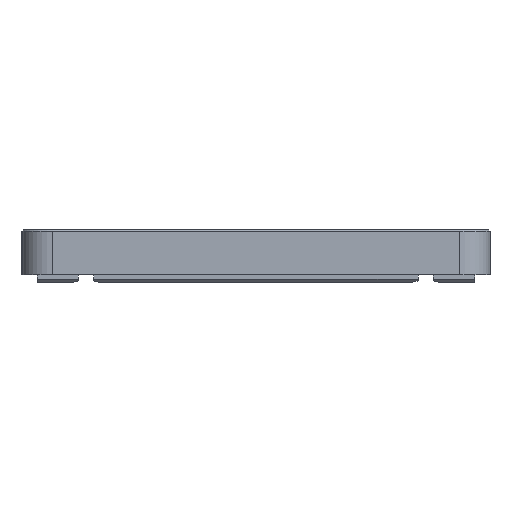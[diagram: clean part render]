
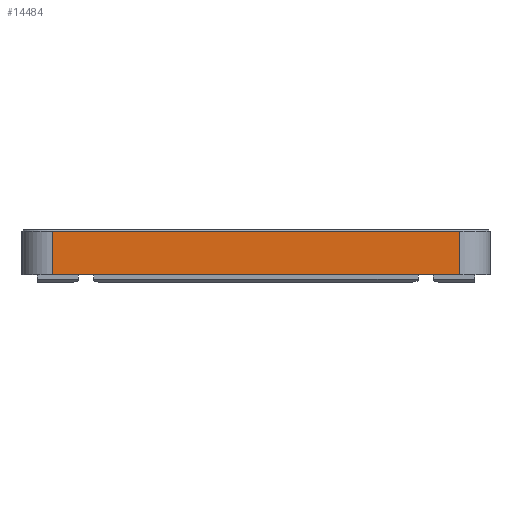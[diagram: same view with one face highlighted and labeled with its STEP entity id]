
A CAD part, left-side view. The second image highlights one B-rep face of the part: STEP entity #14484.
In plain terms, the highlighted planar face has unit normal (-1, 0, 0).
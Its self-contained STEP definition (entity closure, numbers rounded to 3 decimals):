
#952=FACE_OUTER_BOUND('',#1930,.T.);
#1930=EDGE_LOOP('',(#10094,#10095,#10096,#10097));
#3092=LINE('',#22670,#4748);
#3131=LINE('',#22753,#4787);
#3132=LINE('',#22756,#4788);
#3133=LINE('',#22757,#4789);
#4748=VECTOR('',#17234,10.);
#4787=VECTOR('',#17311,10.);
#4788=VECTOR('',#17314,10.);
#4789=VECTOR('',#17315,10.);
#6536=VERTEX_POINT('',#22664);
#6537=VERTEX_POINT('',#22668);
#6562=VERTEX_POINT('',#22751);
#6563=VERTEX_POINT('',#22755);
#7826=EDGE_CURVE('',#6536,#6537,#3092,.T.);
#7869=EDGE_CURVE('',#6562,#6536,#3131,.T.);
#7870=EDGE_CURVE('',#6563,#6562,#3132,.T.);
#7871=EDGE_CURVE('',#6537,#6563,#3133,.T.);
#10094=ORIENTED_EDGE('',*,*,#7826,.F.);
#10095=ORIENTED_EDGE('',*,*,#7869,.F.);
#10096=ORIENTED_EDGE('',*,*,#7870,.F.);
#10097=ORIENTED_EDGE('',*,*,#7871,.F.);
#13887=PLANE('',#15574);
#14484=ADVANCED_FACE('',(#952),#13887,.F.);
#15574=AXIS2_PLACEMENT_3D('',#22754,#17312,#17313);
#17234=DIRECTION('',(0.,-1.,0.));
#17311=DIRECTION('',(0.,0.,1.));
#17312=DIRECTION('center_axis',(1.,0.,0.));
#17313=DIRECTION('ref_axis',(0.,-1.,0.));
#17314=DIRECTION('',(0.,1.,0.));
#17315=DIRECTION('',(0.,0.,-1.));
#22664=CARTESIAN_POINT('',(-30.742,26.267,3.295));
#22668=CARTESIAN_POINT('',(-30.742,-27.705,3.295));
#22670=CARTESIAN_POINT('',(-30.742,29.183,3.295));
#22751=CARTESIAN_POINT('',(-30.742,26.267,-2.505));
#22753=CARTESIAN_POINT('',(-30.742,26.267,0.495));
#22754=CARTESIAN_POINT('Origin',(-30.742,59.045,3.495));
#22755=CARTESIAN_POINT('',(-30.742,-27.705,-2.505));
#22756=CARTESIAN_POINT('',(-30.742,29.183,-2.505));
#22757=CARTESIAN_POINT('',(-30.742,-27.705,0.495));
